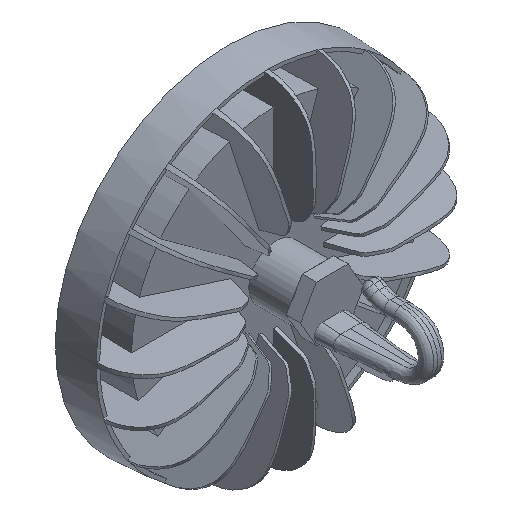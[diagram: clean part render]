
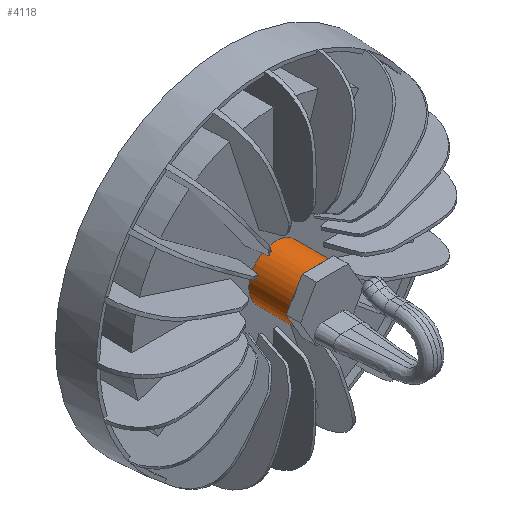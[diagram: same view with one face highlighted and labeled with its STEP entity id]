
A CAD part, isometric view. The second image highlights one B-rep face of the part: STEP entity #4118.
In plain terms, the highlighted cylindrical face has radius 14 mm (diameter 28 mm), a full revolution.
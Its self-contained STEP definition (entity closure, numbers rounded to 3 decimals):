
#1737 = EDGE_LOOP ( 'NONE', ( #11281 ) ) ;
#2535 = CIRCLE ( 'NONE', #13332, 14. ) ;
#2649 = CARTESIAN_POINT ( 'NONE',  ( 0., 0., -44.41 ) ) ;
#2748 = CARTESIAN_POINT ( 'NONE',  ( 14., 0., -44.41 ) ) ;
#2836 = VERTEX_POINT ( 'NONE', #3006 ) ;
#3006 = CARTESIAN_POINT ( 'NONE',  ( 14., 0., -66.41 ) ) ;
#3432 = DIRECTION ( 'NONE',  ( 1., 0., 0. ) ) ;
#4118 = ADVANCED_FACE ( 'NONE', ( #6302, #14623 ), #4396, .T. ) ;
#4396 = CYLINDRICAL_SURFACE ( 'NONE', #8832, 14. ) ;
#5343 = DIRECTION ( 'NONE',  ( 0., 0., -1. ) ) ;
#6302 = FACE_OUTER_BOUND ( 'NONE', #1737, .T. ) ;
#6482 = EDGE_CURVE ( 'NONE', #13224, #13224, #15771, .T. ) ;
#6710 = DIRECTION ( 'NONE',  ( 0., 0., 1. ) ) ;
#7236 = ORIENTED_EDGE ( 'NONE', *, *, #16026, .T. ) ;
#7565 = DIRECTION ( 'NONE',  ( 0., 0., 1. ) ) ;
#8001 = CARTESIAN_POINT ( 'NONE',  ( 0., 0., -44.41 ) ) ;
#8112 = DIRECTION ( 'NONE',  ( -1., 0., 0. ) ) ;
#8832 = AXIS2_PLACEMENT_3D ( 'NONE', #2649, #5343, #8112 ) ;
#8868 = CARTESIAN_POINT ( 'NONE',  ( 0., 0., -66.41 ) ) ;
#9291 = DIRECTION ( 'NONE',  ( 1., 0., 0. ) ) ;
#11281 = ORIENTED_EDGE ( 'NONE', *, *, #6482, .F. ) ;
#13224 = VERTEX_POINT ( 'NONE', #2748 ) ;
#13332 = AXIS2_PLACEMENT_3D ( 'NONE', #8868, #7565, #3432 ) ;
#14623 = FACE_OUTER_BOUND ( 'NONE', #16519, .T. ) ;
#15771 = CIRCLE ( 'NONE', #16339, 14. ) ;
#16026 = EDGE_CURVE ( 'NONE', #2836, #2836, #2535, .T. ) ;
#16339 = AXIS2_PLACEMENT_3D ( 'NONE', #8001, #6710, #9291 ) ;
#16519 = EDGE_LOOP ( 'NONE', ( #7236 ) ) ;
